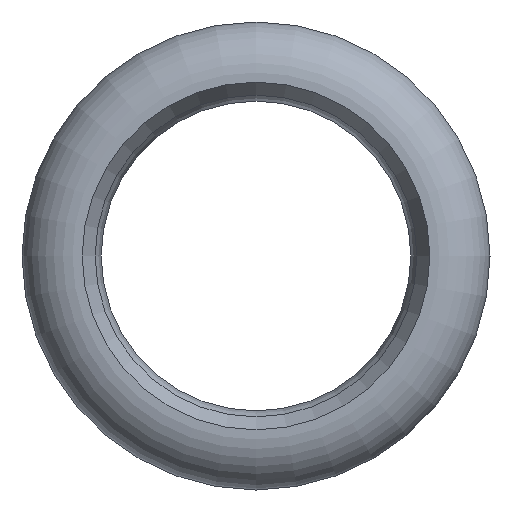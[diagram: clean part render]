
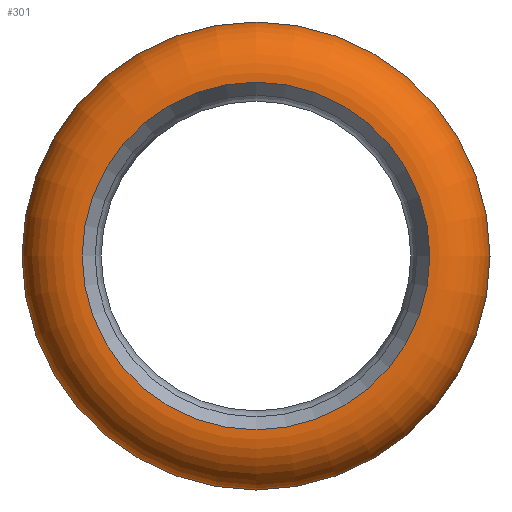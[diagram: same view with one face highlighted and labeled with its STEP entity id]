
A CAD part, left-side view. The second image highlights one B-rep face of the part: STEP entity #301.
In plain terms, the highlighted toroidal (fillet/blend) face has major radius 10.38 mm and minor radius 3.231 mm.
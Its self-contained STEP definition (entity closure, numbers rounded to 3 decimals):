
#39=FACE_OUTER_BOUND('',#53,.T.);
#53=EDGE_LOOP('',(#195,#196,#197,#198,#199,#200,#201,#202));
#67=CIRCLE('',#336,10.65);
#68=CIRCLE('',#337,10.65);
#69=CIRCLE('',#338,3.23);
#70=CIRCLE('',#339,10.1);
#71=CIRCLE('',#340,10.1);
#72=CIRCLE('',#341,10.1);
#73=CIRCLE('',#342,10.65);
#109=VERTEX_POINT('',#515);
#110=VERTEX_POINT('',#516);
#111=VERTEX_POINT('',#518);
#112=VERTEX_POINT('',#520);
#113=VERTEX_POINT('',#522);
#114=VERTEX_POINT('',#524);
#145=EDGE_CURVE('',#109,#110,#67,.T.);
#146=EDGE_CURVE('',#111,#109,#68,.T.);
#147=EDGE_CURVE('',#111,#112,#69,.T.);
#148=EDGE_CURVE('',#112,#113,#70,.T.);
#149=EDGE_CURVE('',#113,#114,#71,.T.);
#150=EDGE_CURVE('',#114,#112,#72,.T.);
#151=EDGE_CURVE('',#110,#111,#73,.T.);
#195=ORIENTED_EDGE('',*,*,#145,.F.);
#196=ORIENTED_EDGE('',*,*,#146,.F.);
#197=ORIENTED_EDGE('',*,*,#147,.T.);
#198=ORIENTED_EDGE('',*,*,#148,.T.);
#199=ORIENTED_EDGE('',*,*,#149,.T.);
#200=ORIENTED_EDGE('',*,*,#150,.T.);
#201=ORIENTED_EDGE('',*,*,#147,.F.);
#202=ORIENTED_EDGE('',*,*,#151,.F.);
#295=TOROIDAL_SURFACE('',#335,10.38,3.23);
#301=ADVANCED_FACE('',(#39),#295,.T.);
#335=AXIS2_PLACEMENT_3D('',#514,#393,#394);
#336=AXIS2_PLACEMENT_3D('',#517,#395,#396);
#337=AXIS2_PLACEMENT_3D('',#519,#397,#398);
#338=AXIS2_PLACEMENT_3D('',#521,#399,#400);
#339=AXIS2_PLACEMENT_3D('',#523,#401,#402);
#340=AXIS2_PLACEMENT_3D('',#525,#403,#404);
#341=AXIS2_PLACEMENT_3D('',#526,#405,#406);
#342=AXIS2_PLACEMENT_3D('',#527,#407,#408);
#393=DIRECTION('center_axis',(1.,0.,0.));
#394=DIRECTION('ref_axis',(0.,0.,1.));
#395=DIRECTION('center_axis',(1.,0.,0.));
#396=DIRECTION('ref_axis',(0.,1.,0.));
#397=DIRECTION('center_axis',(1.,0.,0.));
#398=DIRECTION('ref_axis',(0.,1.,0.));
#399=DIRECTION('center_axis',(0.,1.,0.));
#400=DIRECTION('ref_axis',(0.,0.,-1.));
#401=DIRECTION('center_axis',(1.,0.,0.));
#402=DIRECTION('ref_axis',(0.,1.,0.));
#403=DIRECTION('center_axis',(1.,0.,0.));
#404=DIRECTION('ref_axis',(0.,1.,0.));
#405=DIRECTION('center_axis',(1.,0.,0.));
#406=DIRECTION('ref_axis',(0.,1.,0.));
#407=DIRECTION('center_axis',(1.,0.,0.));
#408=DIRECTION('ref_axis',(0.,1.,0.));
#514=CARTESIAN_POINT('Origin',(-77.782,0.,0.));
#515=CARTESIAN_POINT('',(-74.563,10.65,0.));
#516=CARTESIAN_POINT('',(-74.563,-10.65,0.));
#517=CARTESIAN_POINT('Origin',(-74.563,0.,0.));
#518=CARTESIAN_POINT('',(-74.563,0.,-10.65));
#519=CARTESIAN_POINT('Origin',(-74.563,0.,0.));
#520=CARTESIAN_POINT('',(-81.,0.,-10.1));
#521=CARTESIAN_POINT('Origin',(-77.782,0.,-10.38));
#522=CARTESIAN_POINT('',(-81.,10.1,0.));
#523=CARTESIAN_POINT('Origin',(-81.,0.,0.));
#524=CARTESIAN_POINT('',(-81.,-10.1,0.));
#525=CARTESIAN_POINT('Origin',(-81.,0.,0.));
#526=CARTESIAN_POINT('Origin',(-81.,0.,0.));
#527=CARTESIAN_POINT('Origin',(-74.563,0.,0.));
